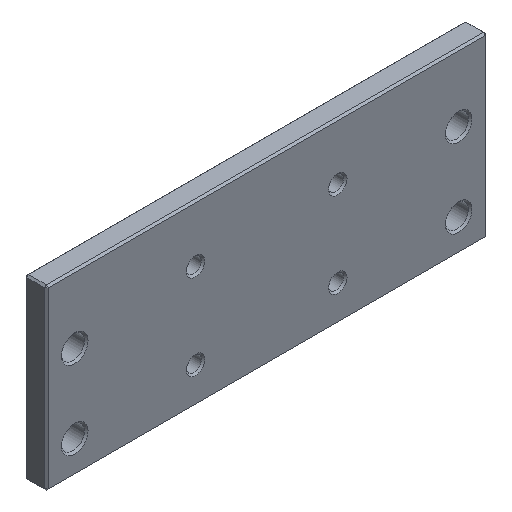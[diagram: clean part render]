
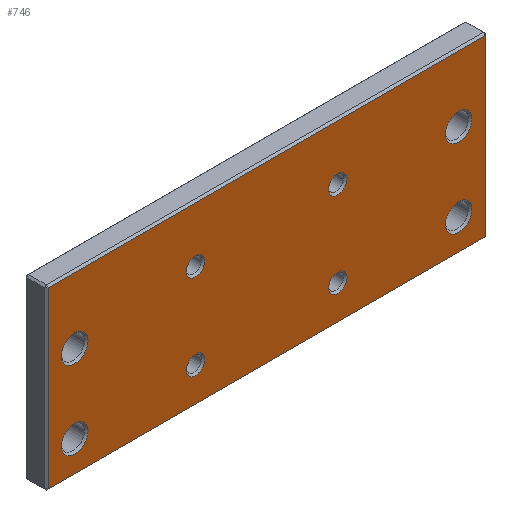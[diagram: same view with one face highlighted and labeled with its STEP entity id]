
A CAD part, isometric view. The second image highlights one B-rep face of the part: STEP entity #746.
In plain terms, the highlighted planar face has unit normal (0, -1, 0).
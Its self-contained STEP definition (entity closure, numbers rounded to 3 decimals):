
#27=FACE_BOUND('',#121,.T.);
#28=FACE_BOUND('',#122,.T.);
#29=FACE_BOUND('',#123,.T.);
#30=FACE_BOUND('',#124,.T.);
#31=FACE_BOUND('',#125,.T.);
#32=FACE_BOUND('',#126,.T.);
#33=FACE_BOUND('',#127,.T.);
#34=FACE_BOUND('',#128,.T.);
#43=PLANE('',#813);
#70=FACE_OUTER_BOUND('',#120,.T.);
#120=EDGE_LOOP('',(#525,#526,#527,#528));
#121=EDGE_LOOP('',(#529));
#122=EDGE_LOOP('',(#530));
#123=EDGE_LOOP('',(#531));
#124=EDGE_LOOP('',(#532));
#125=EDGE_LOOP('',(#533));
#126=EDGE_LOOP('',(#534));
#127=EDGE_LOOP('',(#535));
#128=EDGE_LOOP('',(#536));
#186=LINE('',#1146,#258);
#187=LINE('',#1148,#259);
#188=LINE('',#1150,#260);
#189=LINE('',#1151,#261);
#258=VECTOR('',#906,10.);
#259=VECTOR('',#907,10.);
#260=VECTOR('',#908,10.);
#261=VECTOR('',#909,10.);
#330=CIRCLE('',#812,3.75);
#331=CIRCLE('',#814,3.75);
#332=CIRCLE('',#815,2.6);
#333=CIRCLE('',#816,2.6);
#334=CIRCLE('',#817,3.75);
#335=CIRCLE('',#818,3.75);
#336=CIRCLE('',#819,2.6);
#337=CIRCLE('',#820,2.6);
#362=VERTEX_POINT('',#1140);
#363=VERTEX_POINT('',#1144);
#364=VERTEX_POINT('',#1145);
#365=VERTEX_POINT('',#1147);
#366=VERTEX_POINT('',#1149);
#367=VERTEX_POINT('',#1152);
#368=VERTEX_POINT('',#1154);
#369=VERTEX_POINT('',#1156);
#370=VERTEX_POINT('',#1158);
#371=VERTEX_POINT('',#1160);
#372=VERTEX_POINT('',#1162);
#373=VERTEX_POINT('',#1164);
#419=EDGE_CURVE('',#362,#362,#330,.T.);
#420=EDGE_CURVE('',#363,#364,#186,.T.);
#421=EDGE_CURVE('',#365,#363,#187,.T.);
#422=EDGE_CURVE('',#366,#365,#188,.T.);
#423=EDGE_CURVE('',#364,#366,#189,.T.);
#424=EDGE_CURVE('',#367,#367,#331,.T.);
#425=EDGE_CURVE('',#368,#368,#332,.T.);
#426=EDGE_CURVE('',#369,#369,#333,.T.);
#427=EDGE_CURVE('',#370,#370,#334,.T.);
#428=EDGE_CURVE('',#371,#371,#335,.T.);
#429=EDGE_CURVE('',#372,#372,#336,.T.);
#430=EDGE_CURVE('',#373,#373,#337,.T.);
#525=ORIENTED_EDGE('',*,*,#420,.F.);
#526=ORIENTED_EDGE('',*,*,#421,.F.);
#527=ORIENTED_EDGE('',*,*,#422,.F.);
#528=ORIENTED_EDGE('',*,*,#423,.F.);
#529=ORIENTED_EDGE('',*,*,#424,.F.);
#530=ORIENTED_EDGE('',*,*,#425,.F.);
#531=ORIENTED_EDGE('',*,*,#426,.F.);
#532=ORIENTED_EDGE('',*,*,#427,.F.);
#533=ORIENTED_EDGE('',*,*,#428,.F.);
#534=ORIENTED_EDGE('',*,*,#429,.F.);
#535=ORIENTED_EDGE('',*,*,#430,.F.);
#536=ORIENTED_EDGE('',*,*,#419,.F.);
#746=ADVANCED_FACE('',(#70,#27,#28,#29,#30,#31,#32,#33,#34),#43,.F.);
#812=AXIS2_PLACEMENT_3D('',#1142,#902,#903);
#813=AXIS2_PLACEMENT_3D('',#1143,#904,#905);
#814=AXIS2_PLACEMENT_3D('',#1153,#910,#911);
#815=AXIS2_PLACEMENT_3D('',#1155,#912,#913);
#816=AXIS2_PLACEMENT_3D('',#1157,#914,#915);
#817=AXIS2_PLACEMENT_3D('',#1159,#916,#917);
#818=AXIS2_PLACEMENT_3D('',#1161,#918,#919);
#819=AXIS2_PLACEMENT_3D('',#1163,#920,#921);
#820=AXIS2_PLACEMENT_3D('',#1165,#922,#923);
#902=DIRECTION('center_axis',(0.,-1.,0.));
#903=DIRECTION('ref_axis',(1.,0.,0.));
#904=DIRECTION('center_axis',(0.,1.,0.));
#905=DIRECTION('ref_axis',(1.,0.,0.));
#906=DIRECTION('',(0.,0.,1.));
#907=DIRECTION('',(-1.,0.,0.));
#908=DIRECTION('',(0.,0.,-1.));
#909=DIRECTION('',(1.,0.,0.));
#910=DIRECTION('center_axis',(0.,-1.,0.));
#911=DIRECTION('ref_axis',(1.,0.,0.));
#912=DIRECTION('center_axis',(0.,-1.,0.));
#913=DIRECTION('ref_axis',(1.,0.,0.));
#914=DIRECTION('center_axis',(0.,-1.,0.));
#915=DIRECTION('ref_axis',(1.,0.,0.));
#916=DIRECTION('center_axis',(0.,-1.,0.));
#917=DIRECTION('ref_axis',(1.,0.,0.));
#918=DIRECTION('center_axis',(0.,-1.,0.));
#919=DIRECTION('ref_axis',(1.,0.,0.));
#920=DIRECTION('center_axis',(0.,-1.,0.));
#921=DIRECTION('ref_axis',(1.,0.,0.));
#922=DIRECTION('center_axis',(0.,-1.,0.));
#923=DIRECTION('ref_axis',(1.,0.,0.));
#1140=CARTESIAN_POINT('',(50.25,0.,-63.5));
#1142=CARTESIAN_POINT('Origin',(54.,0.,-63.5));
#1143=CARTESIAN_POINT('Origin',(0.,0.,-47.5));
#1144=CARTESIAN_POINT('',(-61.5,0.,-72.));
#1145=CARTESIAN_POINT('',(-61.5,0.,-23.));
#1146=CARTESIAN_POINT('',(-61.5,0.,-60.));
#1147=CARTESIAN_POINT('',(61.5,0.,-72.));
#1148=CARTESIAN_POINT('',(31.,0.,-72.));
#1149=CARTESIAN_POINT('',(61.5,0.,-23.));
#1150=CARTESIAN_POINT('',(61.5,0.,-35.));
#1151=CARTESIAN_POINT('',(-31.,0.,-23.));
#1152=CARTESIAN_POINT('',(50.25,0.,-41.5));
#1153=CARTESIAN_POINT('Origin',(54.,0.,-41.5));
#1154=CARTESIAN_POINT('',(17.4,0.,-38.5));
#1155=CARTESIAN_POINT('Origin',(20.,0.,-38.5));
#1156=CARTESIAN_POINT('',(-22.6,0.,-38.5));
#1157=CARTESIAN_POINT('Origin',(-20.,0.,-38.5));
#1158=CARTESIAN_POINT('',(-57.75,0.,-63.5));
#1159=CARTESIAN_POINT('Origin',(-54.,0.,-63.5));
#1160=CARTESIAN_POINT('',(-57.75,0.,-41.5));
#1161=CARTESIAN_POINT('Origin',(-54.,0.,-41.5));
#1162=CARTESIAN_POINT('',(-22.6,0.,-62.5));
#1163=CARTESIAN_POINT('Origin',(-20.,0.,-62.5));
#1164=CARTESIAN_POINT('',(17.4,0.,-62.5));
#1165=CARTESIAN_POINT('Origin',(20.,0.,-62.5));
